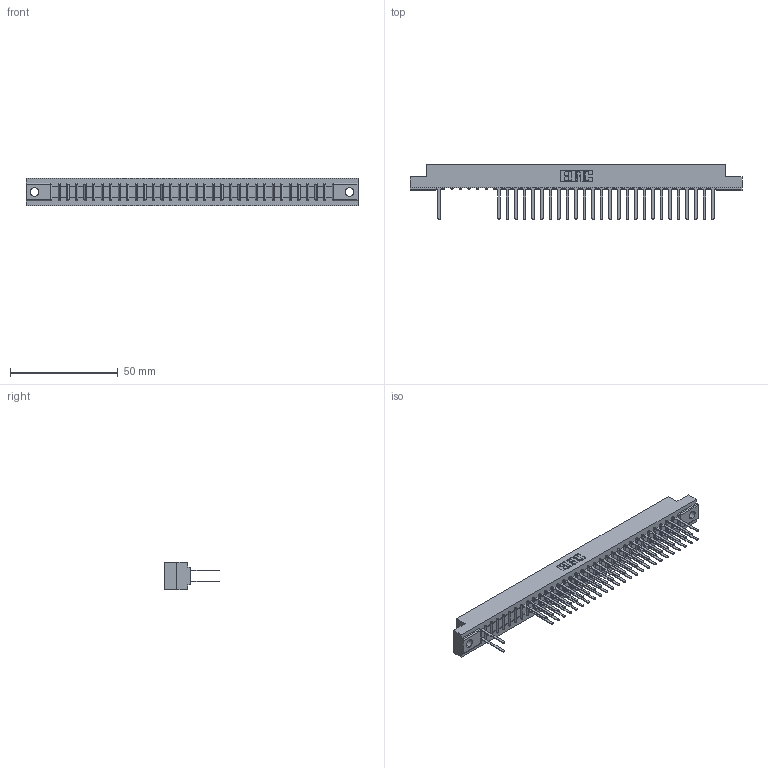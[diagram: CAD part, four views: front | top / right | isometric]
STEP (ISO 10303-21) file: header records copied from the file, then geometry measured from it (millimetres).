
FILE_DESCRIPTION (( 'STEP AP203' ), '1' );
FILE_NAME ('307-066-542-204.STEP', '2018-08-06T11:09:24', ( '' ), ( '' ), 'SwSTEP 2.0', 'SolidWorks 2016', '' );
FILE_SCHEMA (( 'CONFIG_CONTROL_DESIGN' ));
Length unit declared in the file: inch
Products named in the file (3): 307 Part_.156 Dia Mounting Holes; 307-290-001_542; 307-066-542-204
Assembly tree (54 placements, depth 2):
  307-066-542-204
    307 Part_.156 Dia Mounting Holes
    307-290-001_542  x53
Bounding box: 153.77 x 25.43 x 12.7 mm (x, y, z)
Volume: 16216.2 mm3; surface area: 19543.9 mm2
Topology: 54 solids, 54 shells, 2734 faces, 7665 edges, 4946 vertices
Faces by surface type: plane 1805, cylinder 861, sphere 68
Entity records: 30426 total; most frequent: CARTESIAN_POINT 5038, ORIENTED_EDGE 5002, DIRECTION 4917, EDGE_CURVE 2501, VECTOR 1923, LINE 1923, VERTEX_POINT 1618, AXIS2_PLACEMENT_3D 1497
